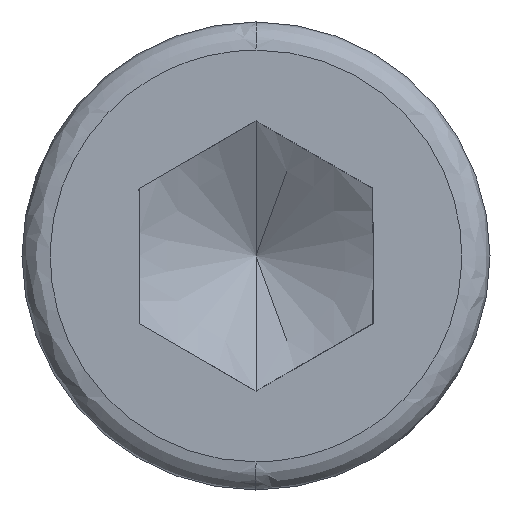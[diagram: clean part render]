
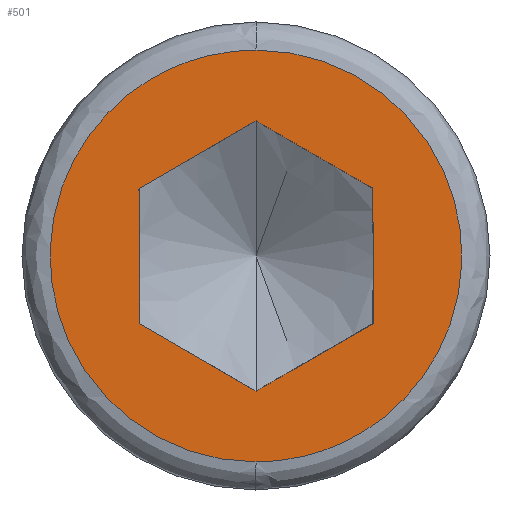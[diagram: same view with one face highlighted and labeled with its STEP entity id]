
A CAD part, left-side view. The second image highlights one B-rep face of the part: STEP entity #501.
In plain terms, the highlighted planar face has unit normal (-1, 0, 0).
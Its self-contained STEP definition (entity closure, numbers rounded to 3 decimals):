
#4 = CARTESIAN_POINT ( 'NONE',  ( -6., 0., -2.887 ) ) ;
#15 = CARTESIAN_POINT ( 'NONE',  ( -6., 8.8, -4.4 ) ) ;
#23 = PLANE ( 'NONE',  #481 ) ;
#27 = DIRECTION ( 'NONE',  ( 0., -0.866, 0.5 ) ) ;
#32 = VERTEX_POINT ( 'NONE', #433 ) ;
#36 = EDGE_CURVE ( 'NONE', #292, #76, #234, .T. ) ;
#40 = CARTESIAN_POINT ( 'NONE',  ( -6., -2.5, 1.443 ) ) ;
#42 = DIRECTION ( 'NONE',  ( 0., 0.866, -0.5 ) ) ;
#45 = ORIENTED_EDGE ( 'NONE', *, *, #552, .T. ) ;
#56 = ORIENTED_EDGE ( 'NONE', *, *, #239, .T. ) ;
#76 = VERTEX_POINT ( 'NONE', #163 ) ;
#84 = LINE ( 'NONE', #546, #159 ) ;
#102 = EDGE_CURVE ( 'NONE', #536, #146, #410, .T. ) ;
#118 = CARTESIAN_POINT ( 'NONE',  ( -6., -8.8, 4.4 ) ) ;
#128 =( BOUNDED_CURVE ( )  B_SPLINE_CURVE ( 3, ( #400, #118, #216, #306 ),
 .UNSPECIFIED., .F., .F. ) 
 B_SPLINE_CURVE_WITH_KNOTS ( ( 4, 4 ),
 ( 0.25, 0.75 ),
 .UNSPECIFIED. ) 
 CURVE ( )  GEOMETRIC_REPRESENTATION_ITEM ( )  RATIONAL_B_SPLINE_CURVE ( ( 1., 0.333, 0.333, 1. ) ) 
 REPRESENTATION_ITEM ( '' )  );
#136 = VERTEX_POINT ( 'NONE', #450 ) ;
#137 = EDGE_CURVE ( 'NONE', #146, #536, #128, .T. ) ;
#146 = VERTEX_POINT ( 'NONE', #270 ) ;
#159 = VECTOR ( 'NONE', #315, 1000. ) ;
#163 = CARTESIAN_POINT ( 'NONE',  ( -6., 2.5, -1.443 ) ) ;
#168 = DIRECTION ( 'NONE',  ( -1., 0., 0. ) ) ;
#171 = VECTOR ( 'NONE', #42, 1000. ) ;
#172 = VECTOR ( 'NONE', #579, 1000. ) ;
#174 = ORIENTED_EDGE ( 'NONE', *, *, #137, .F. ) ;
#201 = LINE ( 'NONE', #428, #540 ) ;
#212 = CARTESIAN_POINT ( 'NONE',  ( -6., 8.8, 4.4 ) ) ;
#213 = VECTOR ( 'NONE', #27, 1000. ) ;
#216 = CARTESIAN_POINT ( 'NONE',  ( -6., -8.8, -4.4 ) ) ;
#218 = CARTESIAN_POINT ( 'NONE',  ( -6., 3.943, 0. ) ) ;
#234 = LINE ( 'NONE', #439, #172 ) ;
#239 = EDGE_CURVE ( 'NONE', #76, #136, #84, .T. ) ;
#241 = FACE_BOUND ( 'NONE', #316, .T. ) ;
#244 = CARTESIAN_POINT ( 'NONE',  ( -6., -2.5, 0. ) ) ;
#259 = ORIENTED_EDGE ( 'NONE', *, *, #418, .T. ) ;
#264 = LINE ( 'NONE', #276, #171 ) ;
#265 = VERTEX_POINT ( 'NONE', #40 ) ;
#270 = CARTESIAN_POINT ( 'NONE',  ( -6., 0., 4.4 ) ) ;
#276 = CARTESIAN_POINT ( 'NONE',  ( -6., -2.5, -1.443 ) ) ;
#284 = ORIENTED_EDGE ( 'NONE', *, *, #36, .T. ) ;
#285 = EDGE_CURVE ( 'NONE', #463, #292, #264, .T. ) ;
#292 = VERTEX_POINT ( 'NONE', #4 ) ;
#306 = CARTESIAN_POINT ( 'NONE',  ( -6., 0., -4.4 ) ) ;
#307 = VECTOR ( 'NONE', #566, 1000. ) ;
#315 = DIRECTION ( 'NONE',  ( 0., 0., 1. ) ) ;
#316 = EDGE_LOOP ( 'NONE', ( #362, #284, #56, #45, #259, #505 ) ) ;
#324 = EDGE_LOOP ( 'NONE', ( #395, #174 ) ) ;
#334 = CARTESIAN_POINT ( 'NONE',  ( -6., -2.5, -1.443 ) ) ;
#336 = FACE_OUTER_BOUND ( 'NONE', #324, .T. ) ;
#354 = EDGE_CURVE ( 'NONE', #265, #463, #575, .T. ) ;
#362 = ORIENTED_EDGE ( 'NONE', *, *, #285, .T. ) ;
#395 = ORIENTED_EDGE ( 'NONE', *, *, #102, .F. ) ;
#399 = CARTESIAN_POINT ( 'NONE',  ( -6., 0., -4.4 ) ) ;
#400 = CARTESIAN_POINT ( 'NONE',  ( -6., 0., 4.4 ) ) ;
#410 =( BOUNDED_CURVE ( )  B_SPLINE_CURVE ( 3, ( #537, #15, #212, #585 ),
 .UNSPECIFIED., .F., .F. ) 
 B_SPLINE_CURVE_WITH_KNOTS ( ( 4, 4 ),
 ( 0.75, 1.25 ),
 .UNSPECIFIED. ) 
 CURVE ( )  GEOMETRIC_REPRESENTATION_ITEM ( )  RATIONAL_B_SPLINE_CURVE ( ( 1., 0.333, 0.333, 1. ) ) 
 REPRESENTATION_ITEM ( '' )  );
#418 = EDGE_CURVE ( 'NONE', #32, #265, #201, .T. ) ;
#428 = CARTESIAN_POINT ( 'NONE',  ( -6., 0., 2.887 ) ) ;
#433 = CARTESIAN_POINT ( 'NONE',  ( -6., 0., 2.887 ) ) ;
#439 = CARTESIAN_POINT ( 'NONE',  ( -6., 0., -2.887 ) ) ;
#450 = CARTESIAN_POINT ( 'NONE',  ( -6., 2.5, 1.443 ) ) ;
#463 = VERTEX_POINT ( 'NONE', #334 ) ;
#475 = LINE ( 'NONE', #586, #213 ) ;
#481 = AXIS2_PLACEMENT_3D ( 'NONE', #218, #168, #577 ) ;
#501 = ADVANCED_FACE ( 'NONE', ( #241, #336 ), #23, .T. ) ;
#505 = ORIENTED_EDGE ( 'NONE', *, *, #354, .T. ) ;
#536 = VERTEX_POINT ( 'NONE', #399 ) ;
#537 = CARTESIAN_POINT ( 'NONE',  ( -6., 0., -4.4 ) ) ;
#540 = VECTOR ( 'NONE', #571, 1000. ) ;
#546 = CARTESIAN_POINT ( 'NONE',  ( -6., 2.5, 0. ) ) ;
#552 = EDGE_CURVE ( 'NONE', #136, #32, #475, .T. ) ;
#566 = DIRECTION ( 'NONE',  ( 0., 0., -1. ) ) ;
#571 = DIRECTION ( 'NONE',  ( 0., -0.866, -0.5 ) ) ;
#575 = LINE ( 'NONE', #244, #307 ) ;
#577 = DIRECTION ( 'NONE',  ( 0., 0., 1. ) ) ;
#579 = DIRECTION ( 'NONE',  ( 0., 0.866, 0.5 ) ) ;
#585 = CARTESIAN_POINT ( 'NONE',  ( -6., 0., 4.4 ) ) ;
#586 = CARTESIAN_POINT ( 'NONE',  ( -6., 2.5, 1.443 ) ) ;
